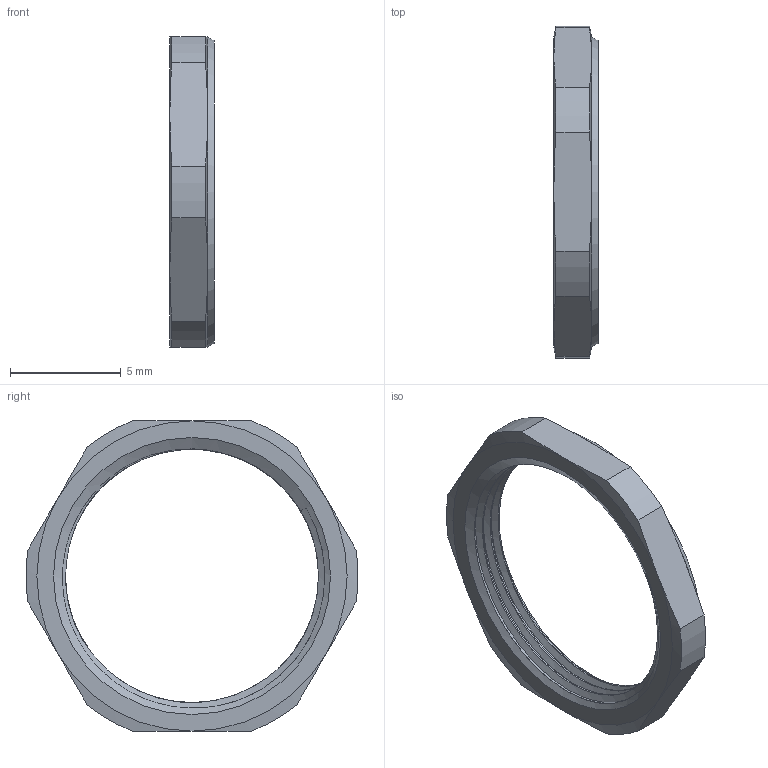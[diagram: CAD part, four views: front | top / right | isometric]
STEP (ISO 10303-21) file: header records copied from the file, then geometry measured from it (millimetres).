
FILE_DESCRIPTION(/* description */ (''),/* implementation_level */ '2;1');
FILE_NAME(/* name */ '01-0013-001.stp',/* time_stamp */ '2016-07-26T06:13:24+02:00',/* author */ (''),/* organization */ ('Franz Binder GmbH & Co.'),/* preprocessor_version */ 'ST-DEVELOPER v14',/* originating_system */ 'SIEMENS PLM Software NX 8.0',/* authorisation */ '');
FILE_SCHEMA (('AUTOMOTIVE_DESIGN { 1 0 10303 214 3 1 1 1 }'));
Length unit declared in the file: millimetre
Products named in the file (1): sgro14C43C10wm89
Bounding box: 2 x 14.98 x 14 mm (x, y, z)
Volume: 105.8 mm3; surface area: 295.1 mm2
Topology: 1 solids, 1 shells, 33 faces, 80 edges, 49 vertices
Faces by surface type: cone 15, cylinder 8, plane 8, bspline 2
Entity records: 1584 total; most frequent: CARTESIAN_POINT 846, ORIENTED_EDGE 150, DIRECTION 138, EDGE_CURVE 75, AXIS2_PLACEMENT_3D 63, VERTEX_POINT 47, EDGE_LOOP 38, ADVANCED_FACE 33
